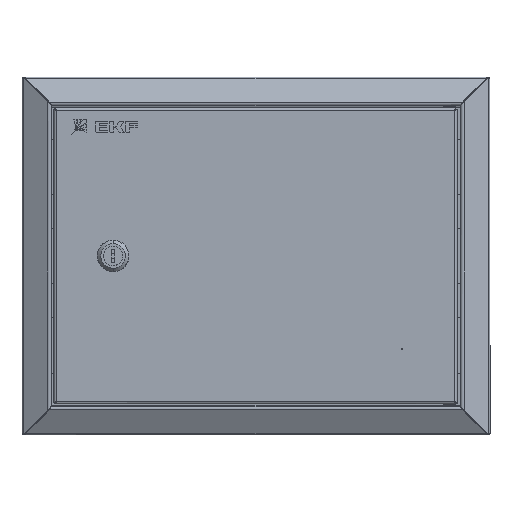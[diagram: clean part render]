
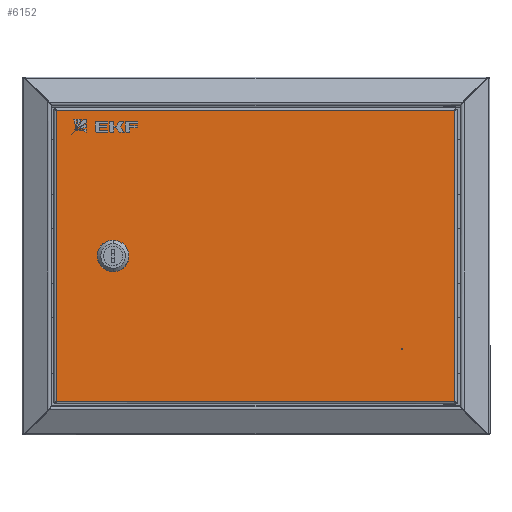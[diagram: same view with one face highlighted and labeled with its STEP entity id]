
A CAD part, top view. The second image highlights one B-rep face of the part: STEP entity #6152.
In plain terms, the highlighted face is planar.
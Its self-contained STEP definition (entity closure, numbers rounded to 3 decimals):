
#156 = VECTOR ( 'NONE', #12271, 1000. ) ;
#639 = VECTOR ( 'NONE', #18299, 1000. ) ;
#1021 = DIRECTION ( 'NONE',  ( -1., 0., 0. ) ) ;
#1193 = AXIS2_PLACEMENT_3D ( 'NONE', #12661, #22178, #27211 ) ;
#1349 = EDGE_CURVE ( 'NONE', #24237, #4130, #4664, .T. ) ;
#1525 = CARTESIAN_POINT ( 'NONE',  ( -252.9, 40., -0.7 ) ) ;
#1756 = VERTEX_POINT ( 'NONE', #7818 ) ;
#1993 = EDGE_CURVE ( 'NONE', #23981, #1756, #30063, .T. ) ;
#2401 = EDGE_LOOP ( 'NONE', ( #24561, #29266 ) ) ;
#2929 = CARTESIAN_POINT ( 'NONE',  ( -1.7, 1.7, -0.7 ) ) ;
#2957 = FACE_BOUND ( 'NONE', #19658, .T. ) ;
#3274 = CARTESIAN_POINT ( 'NONE',  ( -43., 107.5, -0.7 ) ) ;
#3334 = AXIS2_PLACEMENT_3D ( 'NONE', #3274, #19502, #5595 ) ;
#3846 = DIRECTION ( 'NONE',  ( -1., 0., 0. ) ) ;
#3983 = DIRECTION ( 'NONE',  ( 1., 0., 0. ) ) ;
#4130 = VERTEX_POINT ( 'NONE', #22946 ) ;
#4372 = VERTEX_POINT ( 'NONE', #20117 ) ;
#4664 = LINE ( 'NONE', #13569, #5406 ) ;
#5054 = CARTESIAN_POINT ( 'NONE',  ( -34.5, 111.149, -0.7 ) ) ;
#5094 = AXIS2_PLACEMENT_3D ( 'NONE', #1525, #17757, #3846 ) ;
#5164 = EDGE_LOOP ( 'NONE', ( #11201, #13643, #24245, #10738 ) ) ;
#5406 = VECTOR ( 'NONE', #7777, 1000. ) ;
#5595 = DIRECTION ( 'NONE',  ( -1., 0., 0. ) ) ;
#5789 = VECTOR ( 'NONE', #19834, 1000. ) ;
#5845 = PLANE ( 'NONE',  #1193 ) ;
#6152 = ADVANCED_FACE ( 'NONE', ( #20739, #2957, #8373 ), #5845, .F. ) ;
#6680 = ORIENTED_EDGE ( 'NONE', *, *, #9036, .F. ) ;
#7777 = DIRECTION ( 'NONE',  ( -1., 0., 0. ) ) ;
#7818 = CARTESIAN_POINT ( 'NONE',  ( -1.7, 213.3, -0.7 ) ) ;
#8340 = CIRCLE ( 'NONE', #3334, 9.25 ) ;
#8373 = FACE_OUTER_BOUND ( 'NONE', #5164, .T. ) ;
#9036 = EDGE_CURVE ( 'NONE', #16570, #28092, #10644, .T. ) ;
#9105 = CARTESIAN_POINT ( 'NONE',  ( -292.059, 213.3, -0.7 ) ) ;
#9922 = VECTOR ( 'NONE', #21520, 1000. ) ;
#10600 = CARTESIAN_POINT ( 'NONE',  ( -51.5, 103.851, -0.7 ) ) ;
#10644 = LINE ( 'NONE', #5054, #9922 ) ;
#10738 = ORIENTED_EDGE ( 'NONE', *, *, #1993, .T. ) ;
#11201 = ORIENTED_EDGE ( 'NONE', *, *, #20420, .T. ) ;
#11452 = AXIS2_PLACEMENT_3D ( 'NONE', #28831, #14946, #1021 ) ;
#11634 = DIRECTION ( 'NONE',  ( 0., 0., -1. ) ) ;
#12271 = DIRECTION ( 'NONE',  ( 0., -1., 0. ) ) ;
#12661 = CARTESIAN_POINT ( 'NONE',  ( 0., 0., -0.7 ) ) ;
#13569 = CARTESIAN_POINT ( 'NONE',  ( -0.841, 1.7, -0.7 ) ) ;
#13643 = ORIENTED_EDGE ( 'NONE', *, *, #1349, .T. ) ;
#13862 = AXIS2_PLACEMENT_3D ( 'NONE', #25568, #11634, #27892 ) ;
#14443 = VERTEX_POINT ( 'NONE', #19224 ) ;
#14841 = CARTESIAN_POINT ( 'NONE',  ( -51.5, 111.149, -0.7 ) ) ;
#14946 = DIRECTION ( 'NONE',  ( 0., 0., -1. ) ) ;
#15994 = CARTESIAN_POINT ( 'NONE',  ( -291.2, 0.841, -0.7 ) ) ;
#16570 = VERTEX_POINT ( 'NONE', #25365 ) ;
#17334 = EDGE_CURVE ( 'NONE', #28092, #21806, #8340, .T. ) ;
#17757 = DIRECTION ( 'NONE',  ( 0., 0., -1. ) ) ;
#18113 = LINE ( 'NONE', #29076, #5789 ) ;
#18299 = DIRECTION ( 'NONE',  ( 0., 1., 0. ) ) ;
#18754 = VERTEX_POINT ( 'NONE', #14841 ) ;
#18896 = EDGE_CURVE ( 'NONE', #4372, #14443, #24634, .T. ) ;
#19063 = CARTESIAN_POINT ( 'NONE',  ( -34.5, 103.851, -0.7 ) ) ;
#19147 = LINE ( 'NONE', #15994, #639 ) ;
#19152 = EDGE_CURVE ( 'NONE', #14443, #4372, #24986, .T. ) ;
#19224 = CARTESIAN_POINT ( 'NONE',  ( -252.4, 40., -0.7 ) ) ;
#19502 = DIRECTION ( 'NONE',  ( 0., 0., -1. ) ) ;
#19658 = EDGE_LOOP ( 'NONE', ( #6680, #26175, #23021, #19728 ) ) ;
#19728 = ORIENTED_EDGE ( 'NONE', *, *, #17334, .F. ) ;
#19834 = DIRECTION ( 'NONE',  ( 0., 1., 0. ) ) ;
#20117 = CARTESIAN_POINT ( 'NONE',  ( -253.4, 40., -0.7 ) ) ;
#20420 = EDGE_CURVE ( 'NONE', #1756, #24237, #24872, .T. ) ;
#20739 = FACE_BOUND ( 'NONE', #2401, .T. ) ;
#21520 = DIRECTION ( 'NONE',  ( 0., -1., 0. ) ) ;
#21806 = VERTEX_POINT ( 'NONE', #10600 ) ;
#22178 = DIRECTION ( 'NONE',  ( 0., 0., 1. ) ) ;
#22946 = CARTESIAN_POINT ( 'NONE',  ( -291.2, 1.7, -0.7 ) ) ;
#23021 = ORIENTED_EDGE ( 'NONE', *, *, #23183, .F. ) ;
#23027 = CIRCLE ( 'NONE', #11452, 9.25 ) ;
#23183 = EDGE_CURVE ( 'NONE', #21806, #18754, #18113, .T. ) ;
#23843 = CARTESIAN_POINT ( 'NONE',  ( -1.7, 214.159, -0.7 ) ) ;
#23981 = VERTEX_POINT ( 'NONE', #27499 ) ;
#24237 = VERTEX_POINT ( 'NONE', #2929 ) ;
#24245 = ORIENTED_EDGE ( 'NONE', *, *, #24566, .T. ) ;
#24561 = ORIENTED_EDGE ( 'NONE', *, *, #18896, .F. ) ;
#24566 = EDGE_CURVE ( 'NONE', #4130, #23981, #19147, .T. ) ;
#24634 = CIRCLE ( 'NONE', #5094, 0.5 ) ;
#24872 = LINE ( 'NONE', #23843, #156 ) ;
#24986 = CIRCLE ( 'NONE', #13862, 0.5 ) ;
#25365 = CARTESIAN_POINT ( 'NONE',  ( -34.5, 111.149, -0.7 ) ) ;
#25568 = CARTESIAN_POINT ( 'NONE',  ( -252.9, 40., -0.7 ) ) ;
#26175 = ORIENTED_EDGE ( 'NONE', *, *, #29860, .F. ) ;
#27211 = DIRECTION ( 'NONE',  ( 1., 0., 0. ) ) ;
#27499 = CARTESIAN_POINT ( 'NONE',  ( -291.2, 213.3, -0.7 ) ) ;
#27892 = DIRECTION ( 'NONE',  ( -1., 0., 0. ) ) ;
#28092 = VERTEX_POINT ( 'NONE', #19063 ) ;
#28831 = CARTESIAN_POINT ( 'NONE',  ( -43., 107.5, -0.7 ) ) ;
#29076 = CARTESIAN_POINT ( 'NONE',  ( -51.5, 111.149, -0.7 ) ) ;
#29266 = ORIENTED_EDGE ( 'NONE', *, *, #19152, .F. ) ;
#29346 = VECTOR ( 'NONE', #3983, 1000. ) ;
#29860 = EDGE_CURVE ( 'NONE', #18754, #16570, #23027, .T. ) ;
#30063 = LINE ( 'NONE', #9105, #29346 ) ;
